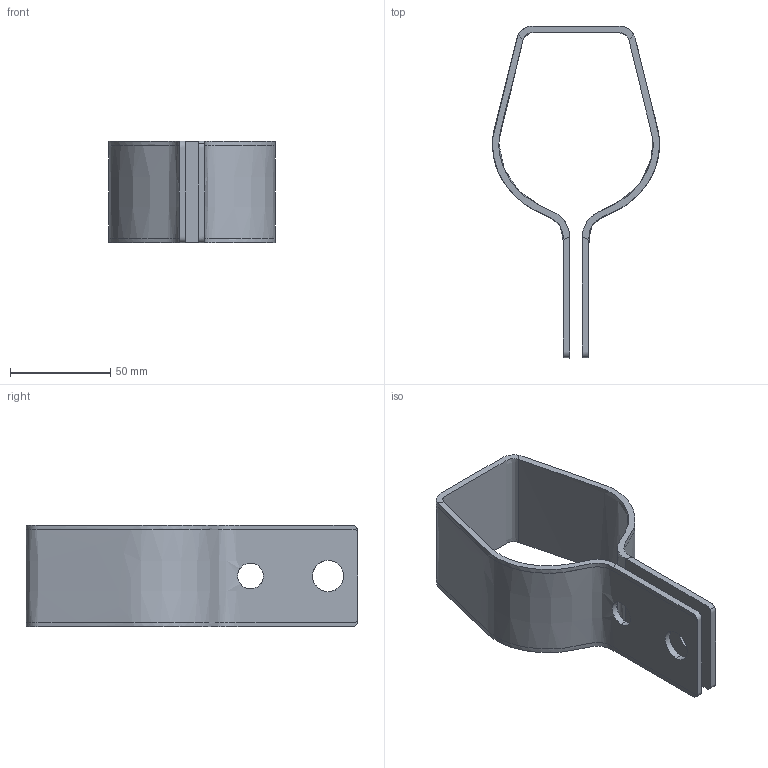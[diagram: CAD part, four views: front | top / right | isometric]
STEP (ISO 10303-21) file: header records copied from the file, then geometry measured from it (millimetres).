
FILE_DESCRIPTION(/* description */ (''),/* implementation_level */ '2;1');
FILE_NAME(/* name */ 'BRK-03',/* time_stamp */ '2014-01-02T10:05:33+02:00',/* author */ (''),/* organization */ (''),/* preprocessor_version */ 'ST-DEVELOPER v14',/* originating_system */ '',/* authorisation */ '');
FILE_SCHEMA (('CONFIG_CONTROL_DESIGN'));
Length unit declared in the file: inch
Products named in the file (1): Document
Bounding box: 83.49 x 165.83 x 50.84 mm (x, y, z)
Volume: 65495.4 mm3; surface area: 44439.2 mm2
Topology: 1 solids, 1 shells, 25 faces, 78 edges, 55 vertices
Faces by surface type: bspline 18, plane 7
Entity records: 3937 total; most frequent: CARTESIAN_POINT 3418, ORIENTED_EDGE 156, EDGE_CURVE 78, VERTEX_POINT 55, EDGE_LOOP 33, ADVANCED_FACE 25, FACE_OUTER_BOUND 25, B_SPLINE_CURVE_WITH_KNOTS 21
